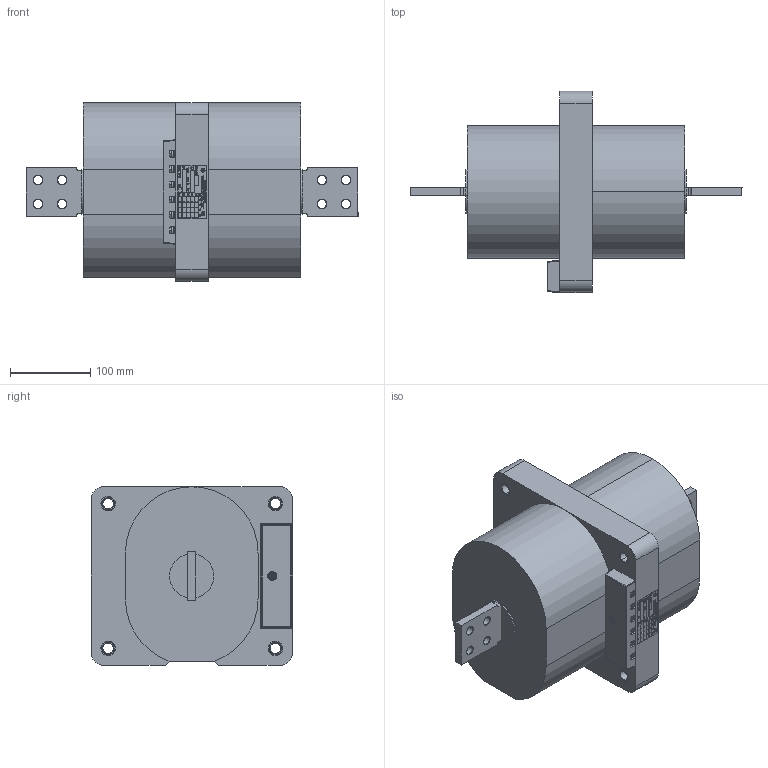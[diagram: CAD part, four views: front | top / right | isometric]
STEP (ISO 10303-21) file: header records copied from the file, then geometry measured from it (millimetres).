
FILE_DESCRIPTION (( 'STEP AP214' ), '1' );
FILE_NAME ('ﾒﾋﾊ-ﾑﾒ-10-ﾒﾏﾊ2 (5ﾀ-800ﾀ).STEP', '2023-06-14T09:27:59', ( '' ), ( '' ), 'SwSTEP 2.0', 'SolidWorks 2014', '' );
FILE_SCHEMA (( 'AUTOMOTIVE_DESIGN' ));
Length unit declared in the file: millimetre
Products named in the file (48): curved spring lock washer_din; 屡扔.685528.004 罔磬 磬觐礤黜桕郷; plain washer grade c_din; ﾏﾔ8.906.037 粨炅 ﾌ4; curved spring lock washer_din_Spring washer DIN 128 - A6; ÂÅÈÓ.758472.007-01 Ãàéêà; 屡扔.735314.004 署赅; plain washer grade c_din_Washer DIN 126 - 6.6; ÂÅÈÓ.671224.304-01-01ÑÁ_3å ®¡¬; hex screw gradec_din; 屡扔.758472.014; Êîðïóñ ÒÏÊ-10-2_3å ®¡¬®â; 屡扔.713174.003 买箅赅_-01; Êîðïóñ ÒÏÊ-10-2; 屡扔.713174.003 买箅赅; ÂÅÈÓ.754312.168 Òàáëè÷êà òåõíè÷åñêèõ äàííûõ ÒËÊ-ÑÒ_; ﾒﾋﾊ-ﾑﾒ-10-ﾒﾏﾊ2 (5ﾀ-800ﾀ); ÂÅÈÓ.754312.168 Òàáëè÷êà òåõíè÷åñêèõ äàííûõ ÒËÊ-ÑÒ__-00; 屡扔.685528.004 罔磬 磬觐礤黜桕郷_-00; hex screw gradec_din_ISO 4018 - M6 x 12-NN
Assembly tree (36 placements, depth 3):
  curved spring lock washer_din
  屡扔.685528.004 罔磬 磬觐礤黜桕郷
  plain washer grade c_din
  ﾏﾔ8.906.037 粨炅 ﾌ4
  ÂÅÈÓ.758472.007-01 Ãàéêà
Bounding box: 413 x 250.6 x 222 mm (x, y, z)
Volume: 9367575.4 mm3; surface area: 384074.5 mm2
Topology: 35 solids, 35 shells, 2978 faces, 7666 edges, 5006 vertices
Faces by surface type: plane 1661, bspline 786, cylinder 295, cone 198, torus 34, sphere 4
Entity records: 134013 total; most frequent: CARTESIAN_POINT 55863, ORIENTED_EDGE 13300, DIRECTION 8997, EDGE_CURVE 6650, VECTOR 4607, LINE 4607, VERTEX_POINT 4401, EDGE_LOOP 2833
